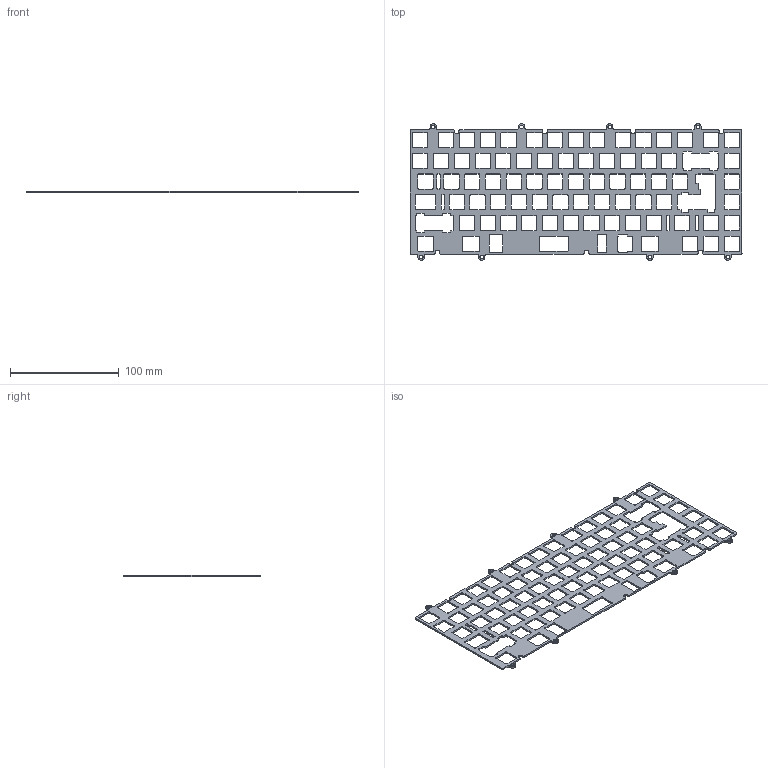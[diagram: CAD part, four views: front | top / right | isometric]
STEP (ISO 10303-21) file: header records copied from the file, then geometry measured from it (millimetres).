
FILE_DESCRIPTION(/* description */ (''),/* implementation_level */ '2;1');
FILE_NAME(/* name */ 'Aella_Universal_Plate.step',/* time_stamp */ '2023-08-02T12:03:35+01:00',/* author */ (''),/* organization */ (''),/* preprocessor_version */ 'ST-DEVELOPER v19.2',/* originating_system */ 'Autodesk Translation Framework v11.17.0.187',/* authorisation */ '');
FILE_SCHEMA (('AUTOMOTIVE_DESIGN { 1 0 10303 214 3 1 1 }'));
Length unit declared in the file: millimetre
Products named in the file (1): FusionComponent
Bounding box: 304.8 x 125.3 x 1.5 mm (x, y, z)
Volume: 25617.2 mm3; surface area: 42986.8 mm2
Topology: 1 solids, 1 shells, 883 faces, 2643 edges, 1762 vertices
Faces by surface type: plane 452, cylinder 431
Full cylindrical faces by diameter (mm): 3.5 x8
Entity records: 30368 total; most frequent: CARTESIAN_POINT 5289, ORIENTED_EDGE 5286, DIRECTION 5273, EDGE_CURVE 2643, LINE 1781, VECTOR 1781, VERTEX_POINT 1762, AXIS2_PLACEMENT_3D 1746
